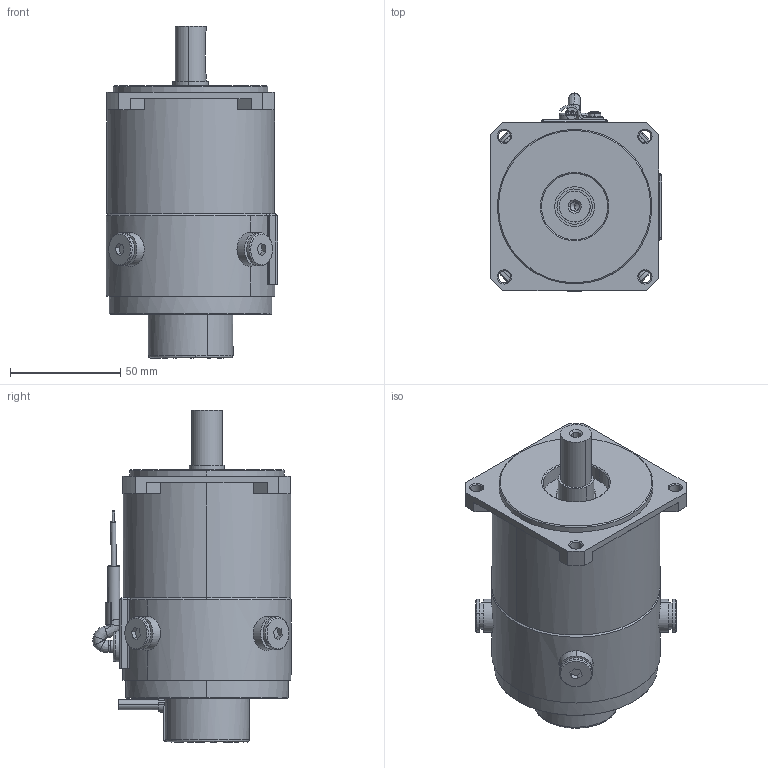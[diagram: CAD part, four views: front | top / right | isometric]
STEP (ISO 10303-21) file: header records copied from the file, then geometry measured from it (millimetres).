
FILE_DESCRIPTION (( 'STEP AP214' ), '1' );
FILE_NAME ('7DA20-7SE3E.STEP', '2024-05-03T11:34:33', ( '' ), ( '' ), 'SwSTEP 2.0', 'SolidWorks 2023', '' );
FILE_SCHEMA (( 'AUTOMOTIVE_DESIGN' ));
Length unit declared in the file: millimetre
Products named in the file (1): 7DA20-7SE3E
Bounding box: 77.75 x 89.85 x 150.4 mm (x, y, z)
Volume: 506169.8 mm3; surface area: 51653 mm2
Topology: 6 solids, 14 shells, 548 faces, 1356 edges, 865 vertices
Faces by surface type: plane 224, cylinder 222, cone 72, bspline 22, torus 6, sphere 2
Entity records: 21123 total; most frequent: CARTESIAN_POINT 8145, ORIENTED_EDGE 2696, DIRECTION 2674, EDGE_CURVE 1348, AXIS2_PLACEMENT_3D 1013, VERTEX_POINT 865, VECTOR 648, LINE 648
